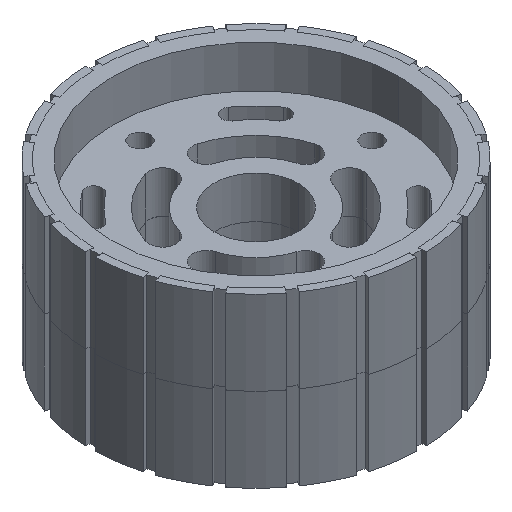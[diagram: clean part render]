
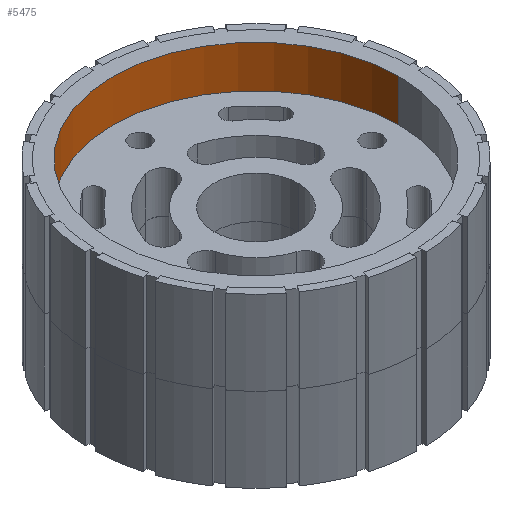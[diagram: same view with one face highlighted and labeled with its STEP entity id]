
A CAD part, isometric view. The second image highlights one B-rep face of the part: STEP entity #5475.
In plain terms, the highlighted cylindrical face has radius 85 mm (diameter 170 mm), a partial arc.
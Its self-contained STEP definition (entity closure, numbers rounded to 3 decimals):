
#142 = EDGE_CURVE ( 'NONE', #9814, #1308, #5565, .T. ) ;
#188 = EDGE_CURVE ( 'NONE', #9814, #9623, #1662, .T. ) ;
#645 = CYLINDRICAL_SURFACE ( 'NONE', #2747, 85. ) ;
#956 = VECTOR ( 'NONE', #10553, 1000. ) ;
#1022 = DIRECTION ( 'NONE',  ( 0., 0., 1. ) ) ;
#1095 = CARTESIAN_POINT ( 'NONE',  ( 0., 0., 75. ) ) ;
#1225 = CARTESIAN_POINT ( 'NONE',  ( -85., 0., 75. ) ) ;
#1308 = VERTEX_POINT ( 'NONE', #3403 ) ;
#1662 = LINE ( 'NONE', #3145, #5977 ) ;
#1835 = ORIENTED_EDGE ( 'NONE', *, *, #188, .T. ) ;
#2192 = DIRECTION ( 'NONE',  ( 1., 0., 0. ) ) ;
#2236 = CARTESIAN_POINT ( 'NONE',  ( 0., 0., 75. ) ) ;
#2238 = AXIS2_PLACEMENT_3D ( 'NONE', #2236, #10755, #2192 ) ;
#2456 = CIRCLE ( 'NONE', #10903, 85. ) ;
#2747 = AXIS2_PLACEMENT_3D ( 'NONE', #1095, #1022, #7962 ) ;
#2812 = CARTESIAN_POINT ( 'NONE',  ( 0., 0., 100. ) ) ;
#3145 = CARTESIAN_POINT ( 'NONE',  ( 85., 0., 75. ) ) ;
#3403 = CARTESIAN_POINT ( 'NONE',  ( -85., 0., 75. ) ) ;
#3863 = EDGE_CURVE ( 'NONE', #1308, #11093, #9318, .T. ) ;
#5475 = ADVANCED_FACE ( 'NONE', ( #10210 ), #645, .F. ) ;
#5565 = CIRCLE ( 'NONE', #2238, 85. ) ;
#5741 = ORIENTED_EDGE ( 'NONE', *, *, #7171, .T. ) ;
#5977 = VECTOR ( 'NONE', #9282, 1000. ) ;
#5988 = ORIENTED_EDGE ( 'NONE', *, *, #3863, .F. ) ;
#6225 = DIRECTION ( 'NONE',  ( 1., 0., 0. ) ) ;
#7171 = EDGE_CURVE ( 'NONE', #9623, #11093, #2456, .T. ) ;
#7962 = DIRECTION ( 'NONE',  ( 1., 0., 0. ) ) ;
#8112 = CARTESIAN_POINT ( 'NONE',  ( 85., 0., 100. ) ) ;
#8341 = EDGE_LOOP ( 'NONE', ( #5988, #9888, #1835, #5741 ) ) ;
#8825 = DIRECTION ( 'NONE',  ( 0., 0., 1. ) ) ;
#9282 = DIRECTION ( 'NONE',  ( 0., 0., 1. ) ) ;
#9318 = LINE ( 'NONE', #1225, #956 ) ;
#9520 = CARTESIAN_POINT ( 'NONE',  ( -85., 0., 100. ) ) ;
#9623 = VERTEX_POINT ( 'NONE', #8112 ) ;
#9814 = VERTEX_POINT ( 'NONE', #10135 ) ;
#9888 = ORIENTED_EDGE ( 'NONE', *, *, #142, .F. ) ;
#10135 = CARTESIAN_POINT ( 'NONE',  ( 85., 0., 75. ) ) ;
#10210 = FACE_OUTER_BOUND ( 'NONE', #8341, .T. ) ;
#10553 = DIRECTION ( 'NONE',  ( 0., 0., 1. ) ) ;
#10755 = DIRECTION ( 'NONE',  ( 0., 0., 1. ) ) ;
#10903 = AXIS2_PLACEMENT_3D ( 'NONE', #2812, #8825, #6225 ) ;
#11093 = VERTEX_POINT ( 'NONE', #9520 ) ;
